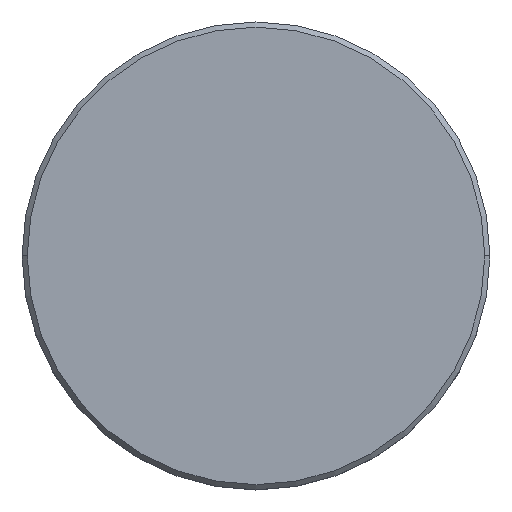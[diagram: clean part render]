
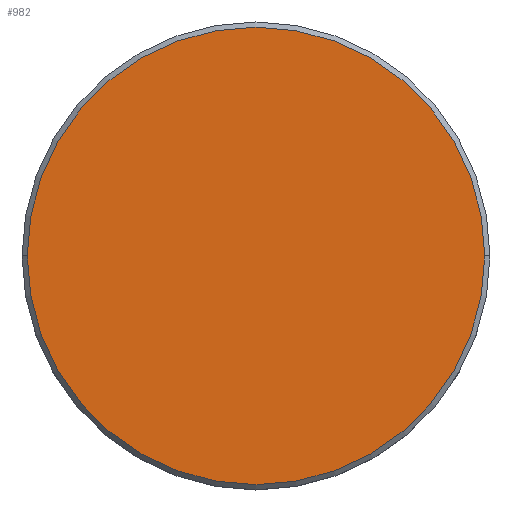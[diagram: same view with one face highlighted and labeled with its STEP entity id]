
A CAD part, top view. The second image highlights one B-rep face of the part: STEP entity #982.
In plain terms, the highlighted planar face has unit normal (0, 0, 1).
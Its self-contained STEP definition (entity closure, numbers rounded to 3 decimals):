
#14 = CARTESIAN_POINT ( 'NONE',  ( 0., 0., 0. ) ) ;
#20 = FACE_OUTER_BOUND ( 'NONE', #1080, .T. ) ;
#74 = CARTESIAN_POINT ( 'NONE',  ( 0., 0., 0. ) ) ;
#127 = EDGE_CURVE ( 'NONE', #1038, #1009, #700, .T. ) ;
#157 = DIRECTION ( 'NONE',  ( 0., 0., 1. ) ) ;
#180 = AXIS2_PLACEMENT_3D ( 'NONE', #74, #157, #770 ) ;
#238 = CARTESIAN_POINT ( 'NONE',  ( 22., 0., 0. ) ) ;
#288 = DIRECTION ( 'NONE',  ( 1., 0., 0. ) ) ;
#346 = AXIS2_PLACEMENT_3D ( 'NONE', #14, #372, #288 ) ;
#372 = DIRECTION ( 'NONE',  ( 0., 0., 1. ) ) ;
#430 = EDGE_CURVE ( 'NONE', #1009, #1038, #947, .T. ) ;
#432 = CARTESIAN_POINT ( 'NONE',  ( -22., 0., 0. ) ) ;
#612 = DIRECTION ( 'NONE',  ( 1., 0., 0. ) ) ;
#681 = ORIENTED_EDGE ( 'NONE', *, *, #430, .T. ) ;
#700 = CIRCLE ( 'NONE', #180, 22. ) ;
#703 = DIRECTION ( 'NONE',  ( 0., 0., 1. ) ) ;
#741 = AXIS2_PLACEMENT_3D ( 'NONE', #968, #703, #612 ) ;
#770 = DIRECTION ( 'NONE',  ( 1., 0., 0. ) ) ;
#945 = ORIENTED_EDGE ( 'NONE', *, *, #127, .T. ) ;
#947 = CIRCLE ( 'NONE', #741, 22. ) ;
#968 = CARTESIAN_POINT ( 'NONE',  ( 0., 0., 0. ) ) ;
#982 = ADVANCED_FACE ( 'NONE', ( #20 ), #1015, .T. ) ;
#1009 = VERTEX_POINT ( 'NONE', #238 ) ;
#1015 = PLANE ( 'NONE',  #346 ) ;
#1038 = VERTEX_POINT ( 'NONE', #432 ) ;
#1080 = EDGE_LOOP ( 'NONE', ( #945, #681 ) ) ;
